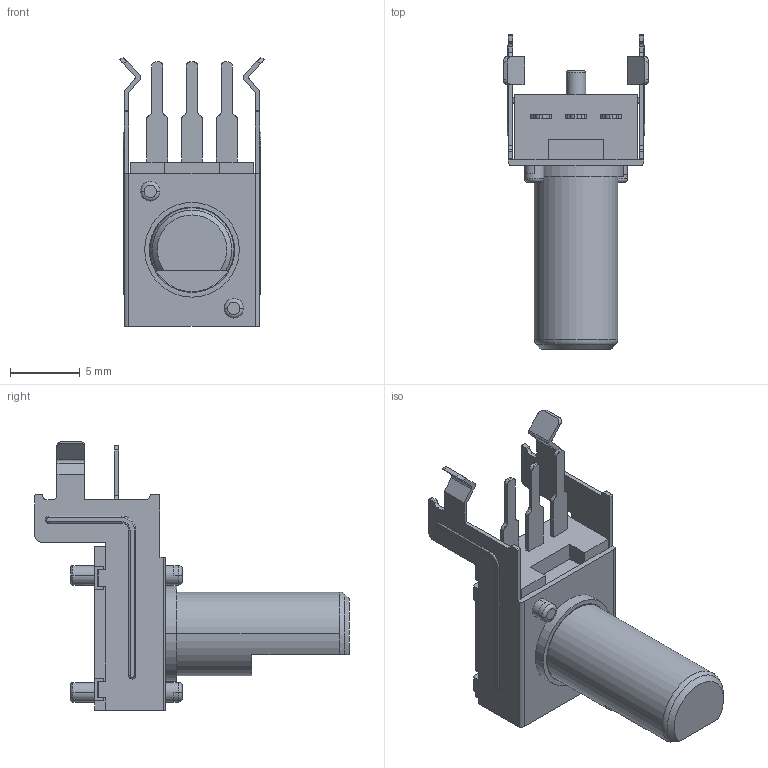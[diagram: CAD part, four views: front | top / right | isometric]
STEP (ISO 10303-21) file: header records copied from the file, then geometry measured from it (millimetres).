
FILE_DESCRIPTION((''),'2;1');
FILE_NAME('PTV09A-2X20F-XXXX','2016-03-23T',('rickb'),('Bourns, Inc.'),'PRO/ENGINEER BY PARAMETRIC TECHNOLOGY CORPORATION, 2012230','PRO/ENGINEER BY PARAMETRIC TECHNOLOGY CORPORATION, 2012230','');
FILE_SCHEMA(('CONFIG_CONTROL_DESIGN'));
Length unit declared in the file: millimetre
Products named in the file (1): PTV09A-2X20F-XXXX
Bounding box: 10.47 x 22.6 x 19.3 mm (x, y, z)
Volume: 759 mm3; surface area: 1447.7 mm2
Topology: 2 solids, 4 shells, 257 faces, 695 edges, 465 vertices
Faces by surface type: plane 147, cylinder 92, torus 17, cone 1
Entity records: 8213 total; most frequent: CARTESIAN_POINT 1494, DIRECTION 1416, ORIENTED_EDGE 1390, EDGE_CURVE 695, AXIS2_PLACEMENT_3D 480, VERTEX_POINT 465, VECTOR 456, LINE 456
